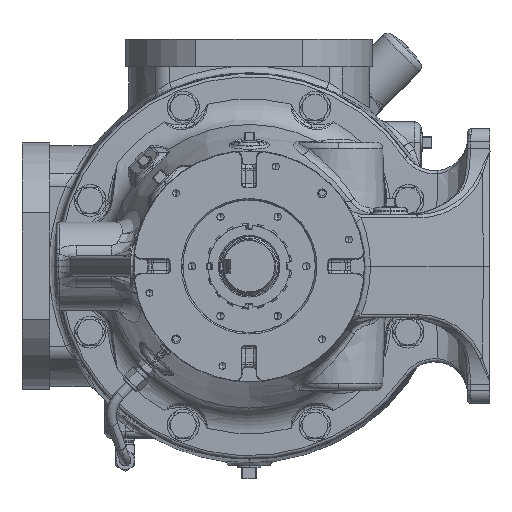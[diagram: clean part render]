
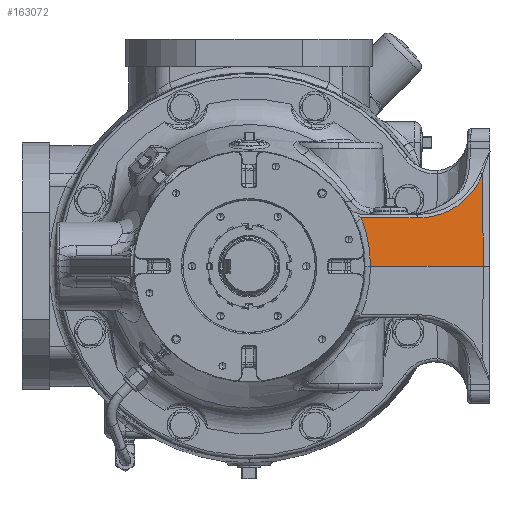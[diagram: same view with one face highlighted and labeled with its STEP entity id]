
A CAD part, left-side view. The second image highlights one B-rep face of the part: STEP entity #163072.
In plain terms, the highlighted planar face has unit normal (-0.707, -0.707, 0.035).
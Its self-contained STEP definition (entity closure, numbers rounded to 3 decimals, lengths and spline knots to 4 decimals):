
#5995 = CARTESIAN_POINT ( 'NONE',  ( -8.8208, -8.5129, 0.0048 ) ) ;
#7610 = ORIENTED_EDGE ( 'NONE', *, *, #19037, .T. ) ;
#8403 = LINE ( 'NONE', #5995, #115599 ) ;
#9755 = CARTESIAN_POINT ( 'NONE',  ( -13.1709, -4.0761, 1.7592 ) ) ;
#12292 = DIRECTION ( 'NONE',  ( 0.707, -0.707, 0. ) ) ;
#19037 = EDGE_CURVE ( 'NONE', #107368, #68160, #123944, .T. ) ;
#36118 = CARTESIAN_POINT ( 'NONE',  ( -10.0321, -7.2149, 1.7592 ) ) ;
#37458 = PLANE ( 'NONE',  #98208 ) ;
#42701 = EDGE_CURVE ( 'NONE', #75505, #107368, #97271, .T. ) ;
#42883 = DIRECTION ( 'NONE',  ( 0.035, 0.014, 0.999 ) ) ;
#42978 = VERTEX_POINT ( 'NONE', #189501 ) ;
#55800 = CARTESIAN_POINT ( 'NONE',  ( -9.1325, -8.0853, 2.3496 ) ) ;
#58285 = CARTESIAN_POINT ( 'NONE',  ( -12.924, -4.4099, 0. ) ) ;
#60268 = EDGE_CURVE ( 'NONE', #68160, #42978, #155484, .T. ) ;
#62017 = VECTOR ( 'NONE', #235718, 39.3701 ) ;
#62900 = VERTEX_POINT ( 'NONE', #242462 ) ;
#68160 = VERTEX_POINT ( 'NONE', #9755 ) ;
#75505 = VERTEX_POINT ( 'NONE', #142653 ) ;
#75583 = FACE_OUTER_BOUND ( 'NONE', #201945, .T. ) ;
#80364 = CARTESIAN_POINT ( 'NONE',  ( -12.8974, -4.4067, 0.6035 ) ) ;
#83665 = VECTOR ( 'NONE', #12292, 39.3701 ) ;
#94258 = EDGE_CURVE ( 'NONE', #62900, #75505, #8403, .T. ) ;
#97271 =( BOUNDED_CURVE ( )  B_SPLINE_CURVE ( 3, ( #206996, #55800, #36118, #184931 ),
 .UNSPECIFIED., .F., .F. ) 
 B_SPLINE_CURVE_WITH_KNOTS ( ( 4, 4 ),
 ( 3.5014, 4.663 ),
 .UNSPECIFIED. ) 
 CURVE ( )  GEOMETRIC_REPRESENTATION_ITEM ( )  RATIONAL_B_SPLINE_CURVE ( ( 1., 0.891, 0.891, 1. ) ) 
 REPRESENTATION_ITEM ( '' )  );
#98208 = AXIS2_PLACEMENT_3D ( 'NONE', #165405, #112453, #187472 ) ;
#107368 = VERTEX_POINT ( 'NONE', #123628 ) ;
#112453 = DIRECTION ( 'NONE',  ( -0.707, -0.707, 0.035 ) ) ;
#115599 = VECTOR ( 'NONE', #42883, 39.3701 ) ;
#123628 = CARTESIAN_POINT ( 'NONE',  ( -11.1082, -6.1389, 1.7592 ) ) ;
#123944 = LINE ( 'NONE', #160855, #62017 ) ;
#137826 = EDGE_CURVE ( 'NONE', #42978, #62900, #145110, .T. ) ;
#142653 = CARTESIAN_POINT ( 'NONE',  ( -8.7044, -8.4647, 3.3368 ) ) ;
#145110 = LINE ( 'NONE', #202820, #83665 ) ;
#152986 = CARTESIAN_POINT ( 'NONE',  ( -13.1709, -4.0761, 1.7592 ) ) ;
#155410 = CARTESIAN_POINT ( 'NONE',  ( -12.9806, -4.2942, 1.1965 ) ) ;
#155484 =( BOUNDED_CURVE ( )  B_SPLINE_CURVE ( 3, ( #152986, #155410, #80364, #58285 ),
 .UNSPECIFIED., .F., .F. ) 
 B_SPLINE_CURVE_WITH_KNOTS ( ( 4, 4 ),
 ( 2.8212, 3.1856 ),
 .UNSPECIFIED. ) 
 CURVE ( )  GEOMETRIC_REPRESENTATION_ITEM ( )  RATIONAL_B_SPLINE_CURVE ( ( 1., 0.989, 0.989, 1. ) ) 
 REPRESENTATION_ITEM ( '' )  );
#160855 = CARTESIAN_POINT ( 'NONE',  ( -8.5404, -8.7066, 1.7592 ) ) ;
#163072 = ADVANCED_FACE ( 'Defeatured_0_1679', ( #75583 ), #37458, .T. ) ;
#165405 = CARTESIAN_POINT ( 'NONE',  ( -8.5839, -8.75, 0. ) ) ;
#175232 = ORIENTED_EDGE ( 'NONE', *, *, #94258, .T. ) ;
#184931 = CARTESIAN_POINT ( 'NONE',  ( -11.1082, -6.1389, 1.7592 ) ) ;
#187472 = DIRECTION ( 'NONE',  ( 0.707, -0.707, 0. ) ) ;
#189501 = CARTESIAN_POINT ( 'NONE',  ( -12.924, -4.4099, 0. ) ) ;
#201945 = EDGE_LOOP ( 'NONE', ( #7610, #219187, #202996, #175232, #241050 ) ) ;
#202820 = CARTESIAN_POINT ( 'NONE',  ( -8.5839, -8.75, 0. ) ) ;
#202996 = ORIENTED_EDGE ( 'NONE', *, *, #137826, .T. ) ;
#206996 = CARTESIAN_POINT ( 'NONE',  ( -8.7044, -8.4647, 3.3368 ) ) ;
#219187 = ORIENTED_EDGE ( 'NONE', *, *, #60268, .T. ) ;
#235718 = DIRECTION ( 'NONE',  ( -0.707, 0.707, 0. ) ) ;
#241050 = ORIENTED_EDGE ( 'NONE', *, *, #42701, .T. ) ;
#242462 = CARTESIAN_POINT ( 'NONE',  ( -8.821, -8.5129, 0. ) ) ;
